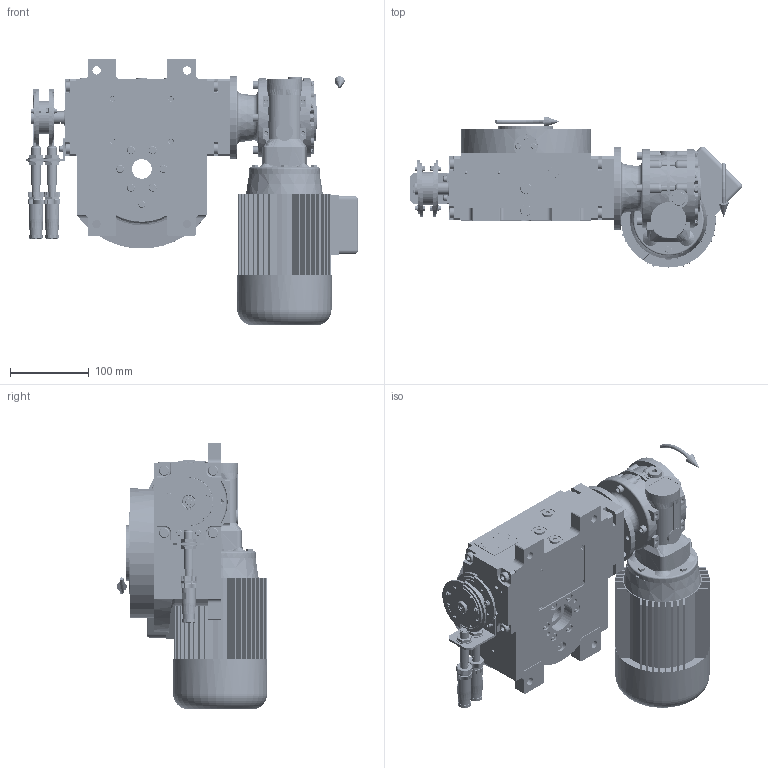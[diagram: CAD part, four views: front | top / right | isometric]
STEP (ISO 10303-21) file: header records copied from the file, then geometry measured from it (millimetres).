
FILE_DESCRIPTION (( 'STEP AP203' ), '1' );
FILE_NAME ('PC5201929.step', '2026-03-13T10:31:08', ( '' ), ( '' ), 'SwSTEP 2.0', 'SolidWorks 2020', '' );
FILE_SCHEMA (( 'CONFIG_CONTROL_DESIGN' ));
Length unit declared in the file: millimetre
Products named in the file (95): rig04_004_s_002; cfn2128_04_011; cfn2070_05_001; CFN2223_01-390X6-B.stp; cfn2000_01_147; cfn2205_01_012; cfn2000_01_151; CFN2104_02_017.stp; cfn2115_02_194; cfn2000_01_161; rig04_004; cfn2128_05_006; 900_38_30_003; cfn2400_04_024; cfn2003_01_063; cfn2115_02_213; cfn2055_01_002; rig04_071_8_m.stp; AS_rig04_002_bl_011; PC5201929; RIG06_021_AF0.stp; rig04_003_8; cfn2107_01_001; CFN2000_01_185.stp; AS_rig04_004; AS_rig04_071_8_m; cfn2151_01_162; olio_agip_blasia_150; cfn2115_02_068; cfn2401_02_005; cfn2000_01_129; freccia_angolare_albero; rig04_015; cfn2276_01_065; TN63B4B14; AS_rig04_014_s_001; RMI40_F1_SX_63B14; CFN2356_03_051.stp; cfn2077_01_018; rig04_002_bl_011 ...
Assembly tree (91 placements, depth 5):
  CFN2223_01-390X6-B.stp
  cfn2205_01_012
  cfn2115_02_213
  PC5201929
    rig04_001_a_001
    AS_cfn2476_01_001_48x38
      cfn2476_01_001_48x38
      cfn2107_01_001
      cfn2107_01_001
    AS_rig04_071_8_m
      rig04_071_8_m.stp
        RIG04_005_ASM.stp
          RIG04_005_AF0.stp
          RIG06_021_AF0.stp
          CFN2000_01_185.stp
          CFN2000_01_185.stp
          CFN2104_02_017.stp
        CFN2155_01_007.stp
        CFN2010_02_002.stp
      rig04_003_8
      cfn2000_01_147
      cfn2000_01_147
      cfn2000_01_147
      cfn2000_01_147
      cfn2000_01_147
      cfn2000_01_147
      cfn2000_01_147
      cfn2000_01_147
      cfn2104_01_016  x2
    AS_rig04_014_s_001
      rig04_014_s_001
      cfn2000_01_151
      cfn2000_01_151
      cfn2000_01_151
      cfn2000_01_151
      cfn2000_01_151
      cfn2000_01_151
      cfn2155_01_186
    AS_rig04_004_s_002
      rig04_004_s_002
      cfn2155_01_038
      cfn2070_05_001
      cfn2000_01_129
      cfn2000_01_129  x2
      cfn2000_01_129
    AS_rig04_004
      rig04_004
      cfn2155_01_055
      cfn2070_05_001
      cfn2000_01_129  x2
      cfn2000_01_129
      cfn2000_01_129
    AS_rig04_002_bl_011
      rig04_002_bl_011
      cfn2115_02_068
    AS_rig04_004_s_001
      rig04_004_s_001
      cfn2000_01_129
      cfn2000_01_129
      cfn2000_01_129  x2
Bounding box: 421.37 x 191.5 x 338.5 mm (x, y, z)
Volume: 4080011.7 mm3; surface area: 819253.9 mm2
Topology: 91 solids, 91 shells, 6246 faces, 15842 edges, 10070 vertices
Faces by surface type: plane 2964, cylinder 2099, cone 996, torus 159, bspline 18, sphere 10
Entity records: 173797 total; most frequent: CARTESIAN_POINT 41006, DIRECTION 25973, ORIENTED_EDGE 25430, EDGE_CURVE 12715, AXIS2_PLACEMENT_3D 9496, VERTEX_POINT 8160, VECTOR 6981, LINE 6981
